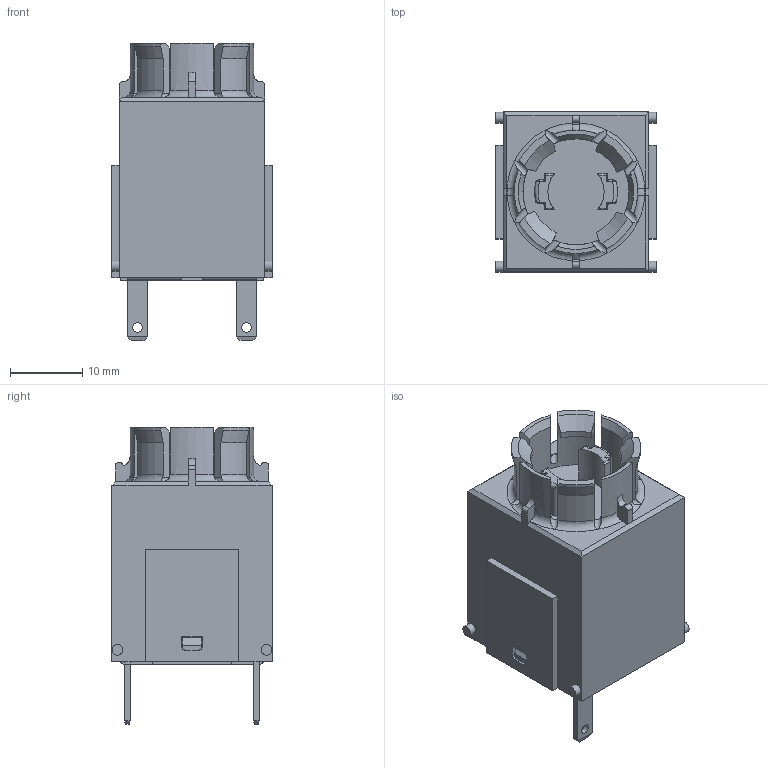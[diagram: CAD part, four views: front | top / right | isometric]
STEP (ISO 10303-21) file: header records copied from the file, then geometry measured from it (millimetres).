
FILE_DESCRIPTION(/* description */ (''),/* implementation_level */ '2;1');
FILE_NAME(/* name */ 'ATI_ipt.stp',/* time_stamp */ '2016-07-12T16:23:32+02:00',/* author */ ('thagel'),/* organization */ (''),/* preprocessor_version */ 'ST-DEVELOPER v15.2',/* originating_system */ 'Autodesk Inventor 2014',/* authorisation */ '');
FILE_SCHEMA (('AUTOMOTIVE_DESIGN { 1 0 10303 214 3 1 1 }'));
Length unit declared in the file: centimetre
Products named in the file (1): 3D-Zeichnungen vereinfacht für Kunden
Bounding box: 22.2 x 22.2 x 41.16 mm (x, y, z)
Volume: 12034.5 mm3; surface area: 5016.6 mm2
Topology: 1 solids, 1 shells, 730 faces, 2054 edges, 1334 vertices
Faces by surface type: plane 595, cylinder 77, torus 24, cone 16, bspline 14, sphere 4
Full cylindrical faces by diameter (mm): 1.3 x2, 1.5 x4, 14.7 x1
Entity records: 23936 total; most frequent: CARTESIAN_POINT 5332, ORIENTED_EDGE 4068, DIRECTION 3525, EDGE_CURVE 2034, LINE 1721, VECTOR 1721, VERTEX_POINT 1333, AXIS2_PLACEMENT_3D 902
